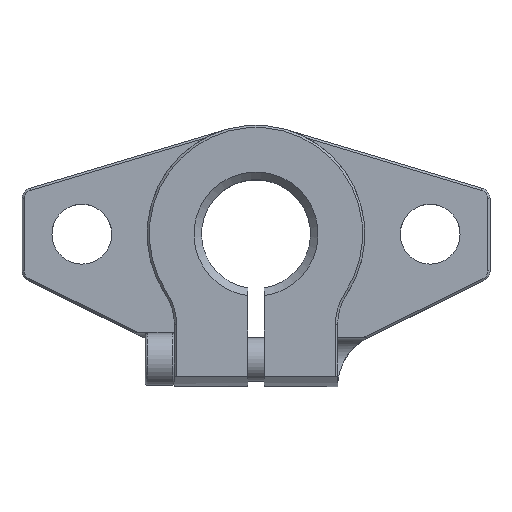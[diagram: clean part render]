
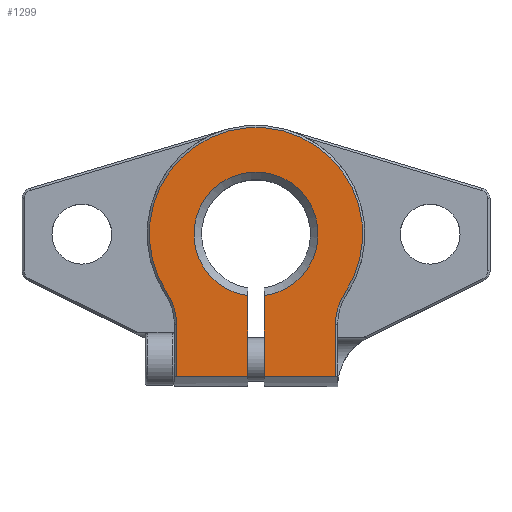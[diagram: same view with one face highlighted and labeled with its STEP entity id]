
A CAD part, top view. The second image highlights one B-rep face of the part: STEP entity #1299.
In plain terms, the highlighted planar face has unit normal (0, 0, 1).
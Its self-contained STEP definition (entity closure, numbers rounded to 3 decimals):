
#108=LINE('',#1969,#212);
#109=LINE('',#1979,#213);
#127=LINE('',#2095,#231);
#128=LINE('',#2107,#232);
#173=LINE('',#2264,#277);
#174=LINE('',#2266,#278);
#212=VECTOR('',#1569,1000.);
#213=VECTOR('',#1574,1000.);
#231=VECTOR('',#1650,1000.);
#232=VECTOR('',#1653,1000.);
#277=VECTOR('',#1820,1000.);
#278=VECTOR('',#1823,1000.);
#552=ORIENTED_EDGE('',*,*,#816,.T.);
#553=ORIENTED_EDGE('',*,*,#817,.T.);
#554=ORIENTED_EDGE('',*,*,#740,.F.);
#555=ORIENTED_EDGE('',*,*,#691,.T.);
#556=ORIENTED_EDGE('',*,*,#818,.T.);
#557=ORIENTED_EDGE('',*,*,#688,.T.);
#558=ORIENTED_EDGE('',*,*,#737,.F.);
#559=ORIENTED_EDGE('',*,*,#819,.T.);
#560=ORIENTED_EDGE('',*,*,#820,.T.);
#561=ORIENTED_EDGE('',*,*,#821,.T.);
#688=EDGE_CURVE('',#860,#863,#108,.T.);
#691=EDGE_CURVE('',#867,#865,#109,.T.);
#737=EDGE_CURVE('',#905,#863,#127,.T.);
#740=EDGE_CURVE('',#867,#908,#128,.T.);
#816=EDGE_CURVE('',#952,#953,#1010,.F.);
#817=EDGE_CURVE('',#953,#908,#173,.T.);
#818=EDGE_CURVE('',#865,#860,#1011,.F.);
#819=EDGE_CURVE('',#905,#954,#174,.T.);
#820=EDGE_CURVE('',#954,#955,#1012,.F.);
#821=EDGE_CURVE('',#955,#952,#1013,.T.);
#860=VERTEX_POINT('',#1962);
#863=VERTEX_POINT('',#1968);
#865=VERTEX_POINT('',#1977);
#867=VERTEX_POINT('',#1980);
#905=VERTEX_POINT('',#2094);
#908=VERTEX_POINT('',#2108);
#952=VERTEX_POINT('',#2262);
#953=VERTEX_POINT('',#2263);
#954=VERTEX_POINT('',#2267);
#955=VERTEX_POINT('',#2269);
#1010=CIRCLE('',#1467,5.2);
#1011=CIRCLE('',#1468,5.707);
#1012=CIRCLE('',#1469,5.2);
#1013=CIRCLE('',#1470,9.8);
#1084=EDGE_LOOP('',(#552,#553,#554,#555,#556,#557,#558,#559,#560,#561));
#1180=FACE_BOUND('',#1084,.T.);
#1235=PLANE('',#1466);
#1299=ADVANCED_FACE('',(#1180),#1235,.T.);
#1466=AXIS2_PLACEMENT_3D('',#2260,#1816,#1817);
#1467=AXIS2_PLACEMENT_3D('',#2261,#1818,#1819);
#1468=AXIS2_PLACEMENT_3D('',#2265,#1821,#1822);
#1469=AXIS2_PLACEMENT_3D('',#2268,#1824,#1825);
#1470=AXIS2_PLACEMENT_3D('',#2270,#1826,#1827);
#1569=DIRECTION('',(0.,-1.,0.));
#1574=DIRECTION('',(0.,1.,0.));
#1650=DIRECTION('',(-1.,0.,0.));
#1653=DIRECTION('',(-1.,0.,0.));
#1816=DIRECTION('',(0.,0.,1.));
#1817=DIRECTION('',(1.,0.,0.));
#1818=DIRECTION('',(0.,0.,1.));
#1819=DIRECTION('',(1.,0.,0.));
#1820=DIRECTION('',(0.,-1.,0.));
#1821=DIRECTION('',(0.,0.,1.));
#1822=DIRECTION('',(1.,0.,0.));
#1823=DIRECTION('',(0.,1.,0.));
#1824=DIRECTION('',(0.,0.,1.));
#1825=DIRECTION('',(1.,0.,0.));
#1826=DIRECTION('',(0.,0.,1.));
#1827=DIRECTION('',(1.,0.,0.));
#1962=CARTESIAN_POINT('',(0.75,-5.658,10.));
#1968=CARTESIAN_POINT('',(0.75,-13.077,10.));
#1969=CARTESIAN_POINT('',(0.75,-4.943,10.));
#1977=CARTESIAN_POINT('',(-0.75,-5.658,10.));
#1979=CARTESIAN_POINT('',(-0.75,-14.,10.));
#1980=CARTESIAN_POINT('',(-0.75,-13.077,10.));
#2094=CARTESIAN_POINT('',(7.3,-13.077,10.));
#2095=CARTESIAN_POINT('',(43.,-13.077,10.));
#2107=CARTESIAN_POINT('',(43.,-13.077,10.));
#2108=CARTESIAN_POINT('',(-7.3,-13.077,10.));
#2260=CARTESIAN_POINT('',(12.5,-8.292,10.));
#2261=CARTESIAN_POINT('',(-12.5,-8.292,10.));
#2262=CARTESIAN_POINT('',(-8.167,-5.417,10.));
#2263=CARTESIAN_POINT('',(-7.3,-8.292,10.));
#2264=CARTESIAN_POINT('',(-7.3,-13.077,10.));
#2265=CARTESIAN_POINT('',(0.,0.,10.));
#2266=CARTESIAN_POINT('',(7.3,-8.292,10.));
#2267=CARTESIAN_POINT('',(7.3,-8.292,10.));
#2268=CARTESIAN_POINT('',(12.5,-8.292,10.));
#2269=CARTESIAN_POINT('',(8.167,-5.417,10.));
#2270=CARTESIAN_POINT('',(0.,0.,10.));
